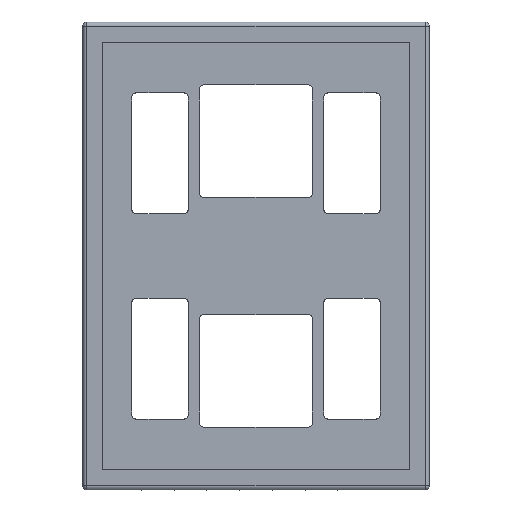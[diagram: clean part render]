
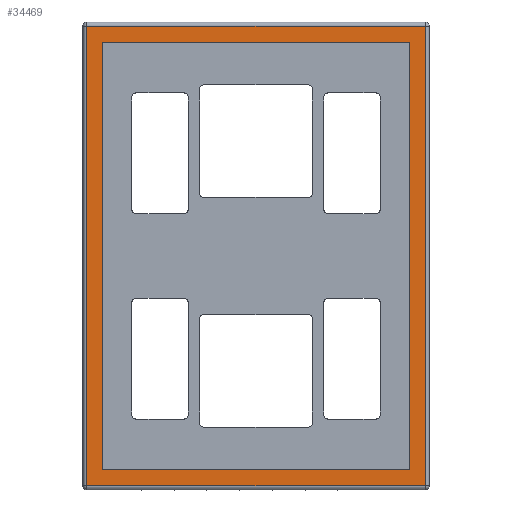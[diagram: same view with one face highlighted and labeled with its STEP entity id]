
A CAD part, front view. The second image highlights one B-rep face of the part: STEP entity #34469.
In plain terms, the highlighted planar face has unit normal (0, -1, 0).
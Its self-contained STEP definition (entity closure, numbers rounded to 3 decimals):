
#19=FACE_BOUND('',#13728,.T.);
#803=PLANE('',#36185);
#2391=LINE('',#46460,#7171);
#2395=LINE('',#46487,#7175);
#2397=LINE('',#46490,#7177);
#2413=LINE('',#46535,#7193);
#2414=LINE('',#46539,#7194);
#2415=LINE('',#46541,#7195);
#2416=LINE('',#46543,#7196);
#2417=LINE('',#46544,#7197);
#7171=VECTOR('',#38002,10.);
#7175=VECTOR('',#38034,10.);
#7177=VECTOR('',#38038,10.);
#7193=VECTOR('',#38094,10.);
#7194=VECTOR('',#38097,10.);
#7195=VECTOR('',#38098,10.);
#7196=VECTOR('',#38099,10.);
#7197=VECTOR('',#38100,10.);
#12049=FACE_OUTER_BOUND('',#13727,.T.);
#13727=EDGE_LOOP('',(#24629,#24630,#24631,#24632));
#13728=EDGE_LOOP('',(#24633,#24634,#24635,#24636));
#16331=VERTEX_POINT('',#46445);
#16336=VERTEX_POINT('',#46455);
#16339=VERTEX_POINT('',#46465);
#16345=VERTEX_POINT('',#46482);
#16355=VERTEX_POINT('',#46537);
#16356=VERTEX_POINT('',#46538);
#16357=VERTEX_POINT('',#46540);
#16358=VERTEX_POINT('',#46542);
#19622=EDGE_CURVE('',#16331,#16336,#2391,.T.);
#19635=EDGE_CURVE('',#16336,#16345,#2395,.T.);
#19637=EDGE_CURVE('',#16345,#16339,#2397,.T.);
#19662=EDGE_CURVE('',#16339,#16331,#2413,.T.);
#19663=EDGE_CURVE('',#16355,#16356,#2414,.T.);
#19664=EDGE_CURVE('',#16357,#16355,#2415,.T.);
#19665=EDGE_CURVE('',#16358,#16357,#2416,.T.);
#19666=EDGE_CURVE('',#16356,#16358,#2417,.T.);
#24629=ORIENTED_EDGE('',*,*,#19622,.F.);
#24630=ORIENTED_EDGE('',*,*,#19662,.F.);
#24631=ORIENTED_EDGE('',*,*,#19637,.F.);
#24632=ORIENTED_EDGE('',*,*,#19635,.F.);
#24633=ORIENTED_EDGE('',*,*,#19663,.F.);
#24634=ORIENTED_EDGE('',*,*,#19664,.F.);
#24635=ORIENTED_EDGE('',*,*,#19665,.F.);
#24636=ORIENTED_EDGE('',*,*,#19666,.F.);
#34469=ADVANCED_FACE('',(#12049,#19),#803,.F.);
#36185=AXIS2_PLACEMENT_3D('',#46536,#38095,#38096);
#38002=DIRECTION('',(1.,0.,0.));
#38034=DIRECTION('',(0.,0.,-1.));
#38038=DIRECTION('',(-1.,0.,0.));
#38094=DIRECTION('',(0.,0.,1.));
#38095=DIRECTION('center_axis',(0.,1.,0.));
#38096=DIRECTION('ref_axis',(-1.,0.,0.));
#38097=DIRECTION('',(0.,0.,1.));
#38098=DIRECTION('',(1.,0.,0.));
#38099=DIRECTION('',(0.,0.,-1.));
#38100=DIRECTION('',(-1.,0.,0.));
#46445=CARTESIAN_POINT('',(93.249,-17.,-23.771));
#46455=CARTESIAN_POINT('',(135.35,-17.,-23.771));
#46460=CARTESIAN_POINT('',(103.524,-17.,-23.771));
#46465=CARTESIAN_POINT('',(93.249,-17.,-81.));
#46482=CARTESIAN_POINT('',(135.35,-17.,-81.));
#46487=CARTESIAN_POINT('',(135.35,-17.,-37.828));
#46490=CARTESIAN_POINT('',(125.075,-17.,-81.));
#46535=CARTESIAN_POINT('',(93.249,-17.,-66.942));
#46536=CARTESIAN_POINT('Origin',(114.299,-17.,-52.385));
#46537=CARTESIAN_POINT('',(133.35,-17.,-79.));
#46538=CARTESIAN_POINT('',(133.35,-17.,-25.771));
#46539=CARTESIAN_POINT('',(133.35,-17.,-65.692));
#46540=CARTESIAN_POINT('',(95.249,-17.,-79.));
#46541=CARTESIAN_POINT('',(104.774,-17.,-79.));
#46542=CARTESIAN_POINT('',(95.249,-17.,-25.771));
#46543=CARTESIAN_POINT('',(95.249,-17.,-39.078));
#46544=CARTESIAN_POINT('',(123.825,-17.,-25.771));
